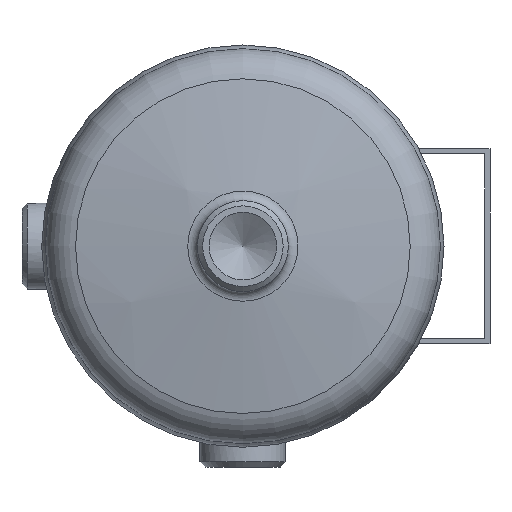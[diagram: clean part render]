
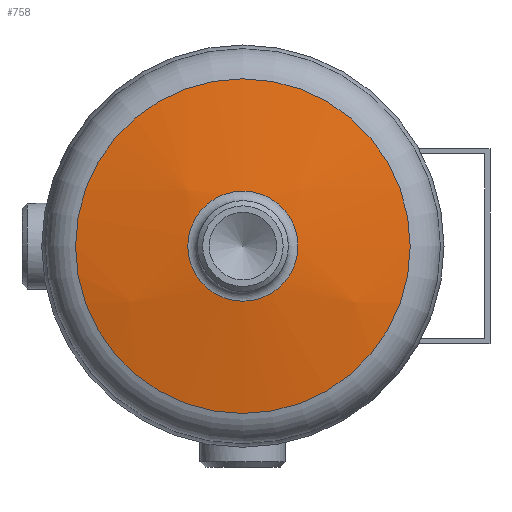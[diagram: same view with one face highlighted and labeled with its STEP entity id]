
A CAD part, left-side view. The second image highlights one B-rep face of the part: STEP entity #758.
In plain terms, the highlighted spherical face has radius 284.286 mm.
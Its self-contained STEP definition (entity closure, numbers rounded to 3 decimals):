
#15=SPHERICAL_SURFACE('',#865,284.286);
#34=FACE_BOUND('',#141,.T.);
#90=FACE_OUTER_BOUND('',#140,.T.);
#140=EDGE_LOOP('',(#660,#661));
#141=EDGE_LOOP('',(#662,#663));
#274=CIRCLE('',#862,21.202);
#275=CIRCLE('',#863,21.202);
#277=CIRCLE('',#866,64.398);
#278=CIRCLE('',#867,64.398);
#363=VERTEX_POINT('',#1466);
#364=VERTEX_POINT('',#1467);
#365=VERTEX_POINT('',#1472);
#366=VERTEX_POINT('',#1473);
#467=EDGE_CURVE('',#363,#364,#274,.T.);
#468=EDGE_CURVE('',#364,#363,#275,.T.);
#470=EDGE_CURVE('',#365,#366,#277,.T.);
#471=EDGE_CURVE('',#366,#365,#278,.T.);
#660=ORIENTED_EDGE('',*,*,#470,.F.);
#661=ORIENTED_EDGE('',*,*,#471,.F.);
#662=ORIENTED_EDGE('',*,*,#467,.T.);
#663=ORIENTED_EDGE('',*,*,#468,.T.);
#758=ADVANCED_FACE('',(#90,#34),#15,.T.);
#862=AXIS2_PLACEMENT_3D('',#1468,#1083,#1084);
#863=AXIS2_PLACEMENT_3D('',#1469,#1085,#1086);
#865=AXIS2_PLACEMENT_3D('',#1471,#1089,#1090);
#866=AXIS2_PLACEMENT_3D('',#1474,#1091,#1092);
#867=AXIS2_PLACEMENT_3D('',#1475,#1093,#1094);
#1083=DIRECTION('center_axis',(1.,0.,0.));
#1084=DIRECTION('ref_axis',(0.,1.,0.));
#1085=DIRECTION('center_axis',(1.,0.,0.));
#1086=DIRECTION('ref_axis',(0.,1.,0.));
#1089=DIRECTION('center_axis',(0.,0.,1.));
#1090=DIRECTION('ref_axis',(-1.,-0.001,0.));
#1091=DIRECTION('center_axis',(1.,0.,0.));
#1092=DIRECTION('ref_axis',(0.,1.,0.));
#1093=DIRECTION('center_axis',(1.,0.,0.));
#1094=DIRECTION('ref_axis',(0.,1.,0.));
#1466=CARTESIAN_POINT('',(13.792,21.202,0.));
#1467=CARTESIAN_POINT('',(13.792,0.,21.202));
#1468=CARTESIAN_POINT('Origin',(13.792,0.,
0.));
#1469=CARTESIAN_POINT('Origin',(13.792,0.,
0.));
#1471=CARTESIAN_POINT('Origin',(297.286,0.,0.));
#1472=CARTESIAN_POINT('',(20.39,64.398,0.));
#1473=CARTESIAN_POINT('',(20.39,0.,64.398));
#1474=CARTESIAN_POINT('Origin',(20.39,0.,0.));
#1475=CARTESIAN_POINT('Origin',(20.39,0.,0.));
